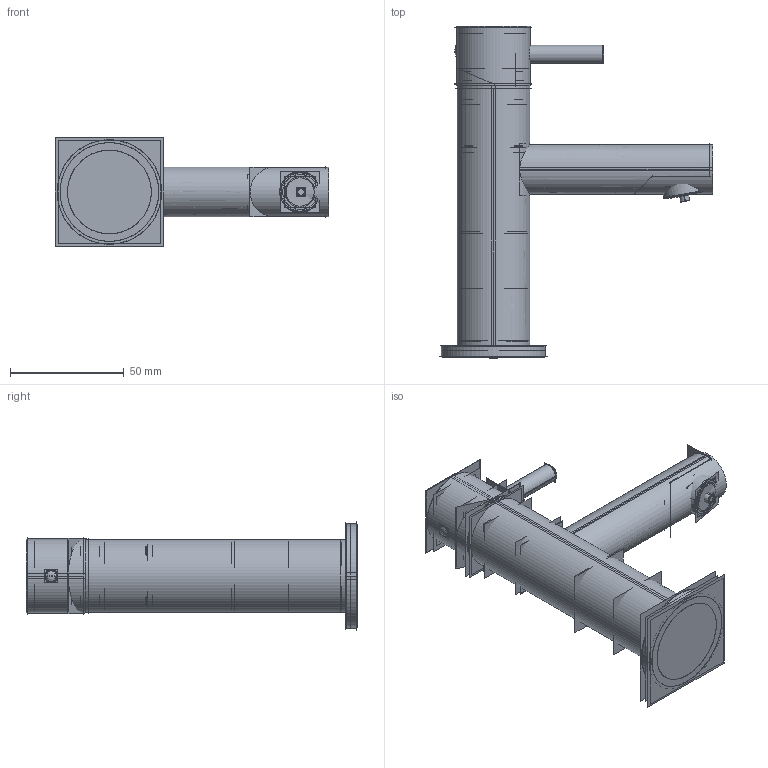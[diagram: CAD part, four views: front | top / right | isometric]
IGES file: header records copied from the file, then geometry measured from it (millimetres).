
Start section:  PTC IGES file: kl114dnc_asm.igs
Global section: file name: kl114dnc_asm.igs; native system: Pro/ENGINEER by Parametric Technology Corporation; preprocessor: 2009360; author: user33; organization: Unknown; date: 20191213.160945; units: millimetre
Bounding box: 120.59 x 146.17 x 47.85 mm (x, y, z)
Volume: 79030.5 mm3; surface area: 377009.6 mm2
Topology: 12 solids, 25 shells, 1446 faces, 7506 edges, 9543 vertices
Faces by surface type: revolution 876, bspline 570
